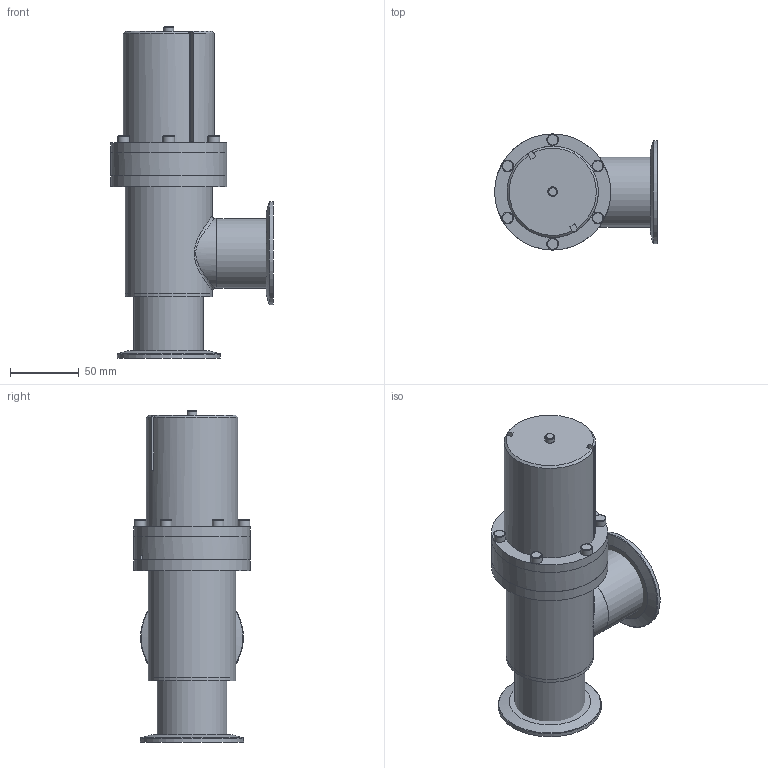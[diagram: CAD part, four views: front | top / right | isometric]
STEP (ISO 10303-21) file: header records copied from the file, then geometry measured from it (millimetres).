
FILE_DESCRIPTION(/* description */ (''),/* implementation_level */ '2;1');
FILE_NAME(/* name */ 'PAV-HV-KF-50-1_包膜.stp',/* time_stamp */ '2016-08-09T13:57:43+08:00',/* author */ ('raccy_lai'),/* organization */ (''),/* preprocessor_version */ 'ST-DEVELOPER v16.1',/* originating_system */ 'Autodesk Inventor 2016',/* authorisation */ '');
FILE_SCHEMA (('AUTOMOTIVE_DESIGN { 1 0 10303 214 3 1 1 }'));
Length unit declared in the file: millimetre
Products named in the file (1): PAV-HV-KF-50-1_包膜
Bounding box: 118.47 x 84.55 x 241.74 mm (x, y, z)
Surface area: 125004.9 mm2 (no closed solid volume)
Topology: 0 solids, 19 shells, 68 faces, 148 edges, 98 vertices
Faces by surface type: plane 36, cylinder 18, torus 9, cone 4, bspline 1
Full cylindrical faces by diameter (mm): 7.1 x1, 8.5 x6, 50.8 x3, 63.5 x2, 66.5 x1, 75 x2, 84.55 x3
Entity records: 1938 total; most frequent: CARTESIAN_POINT 487, DIRECTION 292, ORIENTED_EDGE 189, AXIS2_PLACEMENT_3D 124, EDGE_CURVE 116, EDGE_LOOP 97, VERTEX_POINT 95, FACE_OUTER_BOUND 68
